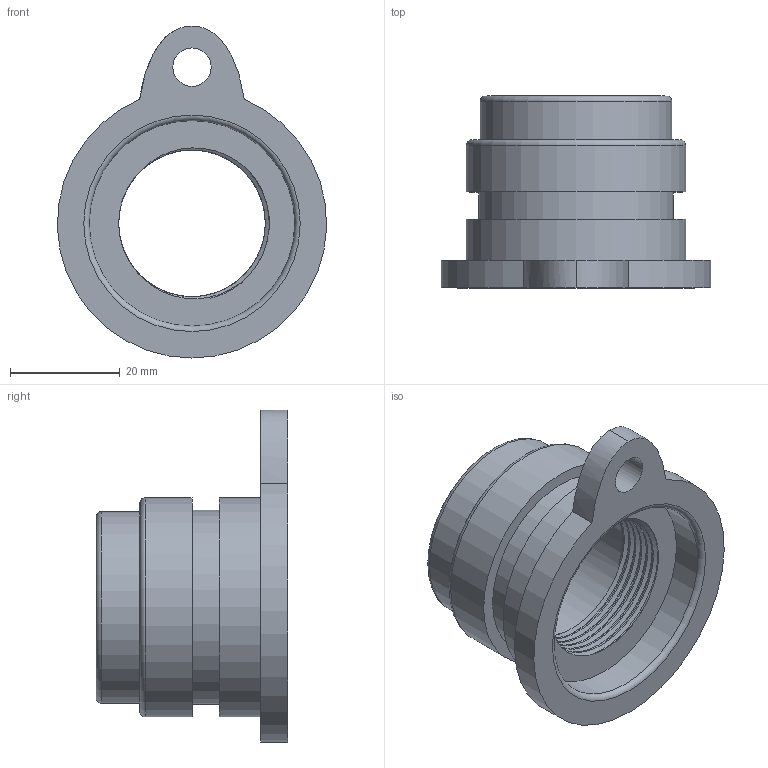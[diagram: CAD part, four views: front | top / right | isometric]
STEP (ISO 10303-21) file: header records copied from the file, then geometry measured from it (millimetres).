
FILE_DESCRIPTION(/* description */ (''),/* implementation_level */ '2;1');
FILE_NAME(/* name */ 'GS7D36DG pas de vis final v7.step',/* time_stamp */ '2020-11-03T16:27:08+01:00',/* author */ (''),/* organization */ (''),/* preprocessor_version */ 'ST-DEVELOPER v18.1',/* originating_system */ 'Autodesk Translation Framework v9.3.0.1241',/* authorisation */ '');
FILE_SCHEMA (('AUTOMOTIVE_DESIGN { 1 0 10303 214 3 1 1 }'));
Length unit declared in the file: millimetre
Products named in the file (1): GS7D36DG pas de vis final
Bounding box: 49.11 x 35 x 60.56 mm (x, y, z)
Volume: 20525.1 mm3; surface area: 11404.2 mm2
Topology: 1 solids, 1 shells, 36 faces, 88 edges, 58 vertices
Faces by surface type: cylinder 20, plane 7, torus 4, bspline 4, cone 1
Full cylindrical faces by diameter (mm): 7 x1, 26.766 x5, 28.208 x5, 35 x1, 35.4 x1, 37.5 x1, 40 x2
Entity records: 3095 total; most frequent: CARTESIAN_POINT 2260, ORIENTED_EDGE 176, DIRECTION 148, EDGE_CURVE 88, AXIS2_PLACEMENT_3D 64, VERTEX_POINT 58, EDGE_LOOP 44, FACE_OUTER_BOUND 36
